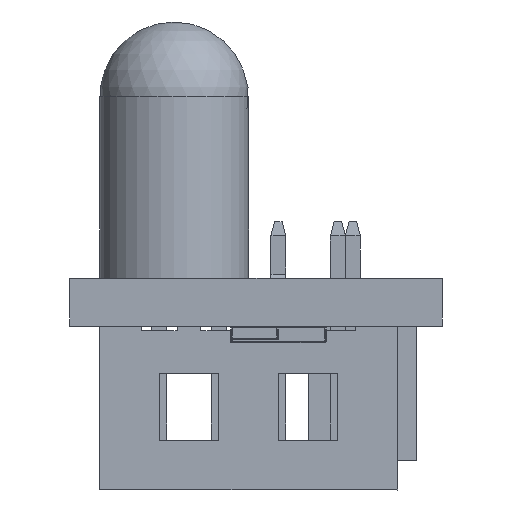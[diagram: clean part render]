
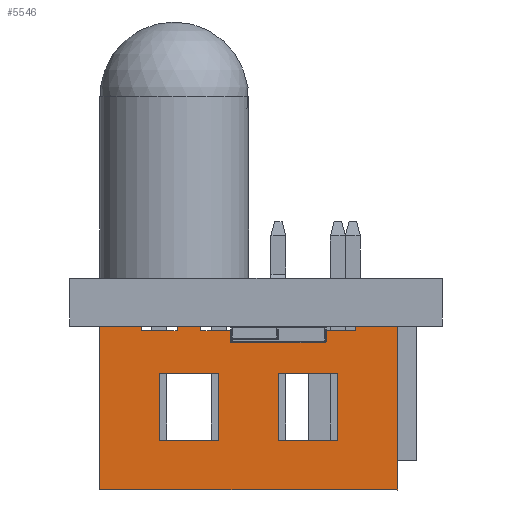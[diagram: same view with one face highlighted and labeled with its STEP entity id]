
A CAD part, left-side view. The second image highlights one B-rep face of the part: STEP entity #5546.
In plain terms, the highlighted face is planar.
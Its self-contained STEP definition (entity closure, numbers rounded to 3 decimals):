
#5546 = ADVANCED_FACE('',(#5547,#5709,#5743),#5777,.F.);
#5547 = FACE_BOUND('',#5548,.F.);
#5548 = EDGE_LOOP('',(#5549,#5559,#5567,#5575,#5583,#5591,#5599,#5607,
    #5615,#5623,#5631,#5639,#5647,#5655,#5663,#5671,#5679,#5687,#5695,
    #5703));
#5549 = ORIENTED_EDGE('',*,*,#5550,.F.);
#5550 = EDGE_CURVE('',#5551,#5553,#5555,.T.);
#5551 = VERTEX_POINT('',#5552);
#5552 = CARTESIAN_POINT('',(3.6,-2.75,-1.825));
#5553 = VERTEX_POINT('',#5554);
#5554 = CARTESIAN_POINT('',(3.6,-2.6,-1.825));
#5555 = LINE('',#5556,#5557);
#5556 = CARTESIAN_POINT('',(3.6,-2.75,-1.825));
#5557 = VECTOR('',#5558,1.);
#5558 = DIRECTION('',(0.,1.,0.));
#5559 = ORIENTED_EDGE('',*,*,#5560,.T.);
#5560 = EDGE_CURVE('',#5551,#5561,#5563,.T.);
#5561 = VERTEX_POINT('',#5562);
#5562 = CARTESIAN_POINT('',(5.,-2.75,-1.825));
#5563 = LINE('',#5564,#5565);
#5564 = CARTESIAN_POINT('',(3.6,-2.75,-1.825));
#5565 = VECTOR('',#5566,1.);
#5566 = DIRECTION('',(1.,0.,0.));
#5567 = ORIENTED_EDGE('',*,*,#5568,.T.);
#5568 = EDGE_CURVE('',#5561,#5569,#5571,.T.);
#5569 = VERTEX_POINT('',#5570);
#5570 = CARTESIAN_POINT('',(5.,2.75,-1.825));
#5571 = LINE('',#5572,#5573);
#5572 = CARTESIAN_POINT('',(5.,-2.75,-1.825));
#5573 = VECTOR('',#5574,1.);
#5574 = DIRECTION('',(0.,1.,0.));
#5575 = ORIENTED_EDGE('',*,*,#5576,.T.);
#5576 = EDGE_CURVE('',#5569,#5577,#5579,.T.);
#5577 = VERTEX_POINT('',#5578);
#5578 = CARTESIAN_POINT('',(-5.,2.75,-1.825));
#5579 = LINE('',#5580,#5581);
#5580 = CARTESIAN_POINT('',(5.,2.75,-1.825));
#5581 = VECTOR('',#5582,1.);
#5582 = DIRECTION('',(-1.,0.,0.));
#5583 = ORIENTED_EDGE('',*,*,#5584,.T.);
#5584 = EDGE_CURVE('',#5577,#5585,#5587,.T.);
#5585 = VERTEX_POINT('',#5586);
#5586 = CARTESIAN_POINT('',(-5.,-2.75,-1.825));
#5587 = LINE('',#5588,#5589);
#5588 = CARTESIAN_POINT('',(-5.,2.75,-1.825));
#5589 = VECTOR('',#5590,1.);
#5590 = DIRECTION('',(0.,-1.,0.));
#5591 = ORIENTED_EDGE('',*,*,#5592,.T.);
#5592 = EDGE_CURVE('',#5585,#5593,#5595,.T.);
#5593 = VERTEX_POINT('',#5594);
#5594 = CARTESIAN_POINT('',(-3.6,-2.75,-1.825));
#5595 = LINE('',#5596,#5597);
#5596 = CARTESIAN_POINT('',(-5.,-2.75,-1.825));
#5597 = VECTOR('',#5598,1.);
#5598 = DIRECTION('',(1.,0.,0.));
#5599 = ORIENTED_EDGE('',*,*,#5600,.T.);
#5600 = EDGE_CURVE('',#5593,#5601,#5603,.T.);
#5601 = VERTEX_POINT('',#5602);
#5602 = CARTESIAN_POINT('',(-3.6,-2.6,-1.825));
#5603 = LINE('',#5604,#5605);
#5604 = CARTESIAN_POINT('',(-3.6,-2.75,-1.825));
#5605 = VECTOR('',#5606,1.);
#5606 = DIRECTION('',(0.,1.,0.));
#5607 = ORIENTED_EDGE('',*,*,#5608,.T.);
#5608 = EDGE_CURVE('',#5601,#5609,#5611,.T.);
#5609 = VERTEX_POINT('',#5610);
#5610 = CARTESIAN_POINT('',(-2.4,-2.6,-1.825));
#5611 = LINE('',#5612,#5613);
#5612 = CARTESIAN_POINT('',(-3.6,-2.6,-1.825));
#5613 = VECTOR('',#5614,1.);
#5614 = DIRECTION('',(1.,0.,0.));
#5615 = ORIENTED_EDGE('',*,*,#5616,.F.);
#5616 = EDGE_CURVE('',#5617,#5609,#5619,.T.);
#5617 = VERTEX_POINT('',#5618);
#5618 = CARTESIAN_POINT('',(-2.4,-2.75,-1.825));
#5619 = LINE('',#5620,#5621);
#5620 = CARTESIAN_POINT('',(-2.4,-2.75,-1.825));
#5621 = VECTOR('',#5622,1.);
#5622 = DIRECTION('',(0.,1.,0.));
#5623 = ORIENTED_EDGE('',*,*,#5624,.T.);
#5624 = EDGE_CURVE('',#5617,#5625,#5627,.T.);
#5625 = VERTEX_POINT('',#5626);
#5626 = CARTESIAN_POINT('',(-1.6,-2.75,-1.825));
#5627 = LINE('',#5628,#5629);
#5628 = CARTESIAN_POINT('',(-2.4,-2.75,-1.825));
#5629 = VECTOR('',#5630,1.);
#5630 = DIRECTION('',(1.,0.,0.));
#5631 = ORIENTED_EDGE('',*,*,#5632,.T.);
#5632 = EDGE_CURVE('',#5625,#5633,#5635,.T.);
#5633 = VERTEX_POINT('',#5634);
#5634 = CARTESIAN_POINT('',(-1.6,-2.6,-1.825));
#5635 = LINE('',#5636,#5637);
#5636 = CARTESIAN_POINT('',(-1.6,-2.75,-1.825));
#5637 = VECTOR('',#5638,1.);
#5638 = DIRECTION('',(0.,1.,0.));
#5639 = ORIENTED_EDGE('',*,*,#5640,.T.);
#5640 = EDGE_CURVE('',#5633,#5641,#5643,.T.);
#5641 = VERTEX_POINT('',#5642);
#5642 = CARTESIAN_POINT('',(-0.4,-2.6,-1.825));
#5643 = LINE('',#5644,#5645);
#5644 = CARTESIAN_POINT('',(-1.6,-2.6,-1.825));
#5645 = VECTOR('',#5646,1.);
#5646 = DIRECTION('',(1.,0.,0.));
#5647 = ORIENTED_EDGE('',*,*,#5648,.F.);
#5648 = EDGE_CURVE('',#5649,#5641,#5651,.T.);
#5649 = VERTEX_POINT('',#5650);
#5650 = CARTESIAN_POINT('',(-0.4,-2.75,-1.825));
#5651 = LINE('',#5652,#5653);
#5652 = CARTESIAN_POINT('',(-0.4,-2.75,-1.825));
#5653 = VECTOR('',#5654,1.);
#5654 = DIRECTION('',(0.,1.,0.));
#5655 = ORIENTED_EDGE('',*,*,#5656,.T.);
#5656 = EDGE_CURVE('',#5649,#5657,#5659,.T.);
#5657 = VERTEX_POINT('',#5658);
#5658 = CARTESIAN_POINT('',(0.4,-2.75,-1.825));
#5659 = LINE('',#5660,#5661);
#5660 = CARTESIAN_POINT('',(-0.4,-2.75,-1.825));
#5661 = VECTOR('',#5662,1.);
#5662 = DIRECTION('',(1.,0.,0.));
#5663 = ORIENTED_EDGE('',*,*,#5664,.T.);
#5664 = EDGE_CURVE('',#5657,#5665,#5667,.T.);
#5665 = VERTEX_POINT('',#5666);
#5666 = CARTESIAN_POINT('',(0.4,-2.6,-1.825));
#5667 = LINE('',#5668,#5669);
#5668 = CARTESIAN_POINT('',(0.4,-2.75,-1.825));
#5669 = VECTOR('',#5670,1.);
#5670 = DIRECTION('',(0.,1.,0.));
#5671 = ORIENTED_EDGE('',*,*,#5672,.T.);
#5672 = EDGE_CURVE('',#5665,#5673,#5675,.T.);
#5673 = VERTEX_POINT('',#5674);
#5674 = CARTESIAN_POINT('',(1.6,-2.6,-1.825));
#5675 = LINE('',#5676,#5677);
#5676 = CARTESIAN_POINT('',(0.4,-2.6,-1.825));
#5677 = VECTOR('',#5678,1.);
#5678 = DIRECTION('',(1.,0.,0.));
#5679 = ORIENTED_EDGE('',*,*,#5680,.F.);
#5680 = EDGE_CURVE('',#5681,#5673,#5683,.T.);
#5681 = VERTEX_POINT('',#5682);
#5682 = CARTESIAN_POINT('',(1.6,-2.75,-1.825));
#5683 = LINE('',#5684,#5685);
#5684 = CARTESIAN_POINT('',(1.6,-2.75,-1.825));
#5685 = VECTOR('',#5686,1.);
#5686 = DIRECTION('',(0.,1.,0.));
#5687 = ORIENTED_EDGE('',*,*,#5688,.T.);
#5688 = EDGE_CURVE('',#5681,#5689,#5691,.T.);
#5689 = VERTEX_POINT('',#5690);
#5690 = CARTESIAN_POINT('',(2.4,-2.75,-1.825));
#5691 = LINE('',#5692,#5693);
#5692 = CARTESIAN_POINT('',(1.6,-2.75,-1.825));
#5693 = VECTOR('',#5694,1.);
#5694 = DIRECTION('',(1.,0.,0.));
#5695 = ORIENTED_EDGE('',*,*,#5696,.T.);
#5696 = EDGE_CURVE('',#5689,#5697,#5699,.T.);
#5697 = VERTEX_POINT('',#5698);
#5698 = CARTESIAN_POINT('',(2.4,-2.6,-1.825));
#5699 = LINE('',#5700,#5701);
#5700 = CARTESIAN_POINT('',(2.4,-2.75,-1.825));
#5701 = VECTOR('',#5702,1.);
#5702 = DIRECTION('',(0.,1.,0.));
#5703 = ORIENTED_EDGE('',*,*,#5704,.T.);
#5704 = EDGE_CURVE('',#5697,#5553,#5705,.T.);
#5705 = LINE('',#5706,#5707);
#5706 = CARTESIAN_POINT('',(2.4,-2.6,-1.825));
#5707 = VECTOR('',#5708,1.);
#5708 = DIRECTION('',(1.,0.,0.));
#5709 = FACE_BOUND('',#5710,.F.);
#5710 = EDGE_LOOP('',(#5711,#5721,#5729,#5737));
#5711 = ORIENTED_EDGE('',*,*,#5712,.F.);
#5712 = EDGE_CURVE('',#5713,#5715,#5717,.T.);
#5713 = VERTEX_POINT('',#5714);
#5714 = CARTESIAN_POINT('',(1.,-1.15,-1.825));
#5715 = VERTEX_POINT('',#5716);
#5716 = CARTESIAN_POINT('',(3.,-1.15,-1.825));
#5717 = LINE('',#5718,#5719);
#5718 = CARTESIAN_POINT('',(1.,-1.15,-1.825));
#5719 = VECTOR('',#5720,1.);
#5720 = DIRECTION('',(1.,0.,0.));
#5721 = ORIENTED_EDGE('',*,*,#5722,.F.);
#5722 = EDGE_CURVE('',#5723,#5713,#5725,.T.);
#5723 = VERTEX_POINT('',#5724);
#5724 = CARTESIAN_POINT('',(1.,1.1,-1.825));
#5725 = LINE('',#5726,#5727);
#5726 = CARTESIAN_POINT('',(1.,1.1,-1.825));
#5727 = VECTOR('',#5728,1.);
#5728 = DIRECTION('',(0.,-1.,0.));
#5729 = ORIENTED_EDGE('',*,*,#5730,.F.);
#5730 = EDGE_CURVE('',#5731,#5723,#5733,.T.);
#5731 = VERTEX_POINT('',#5732);
#5732 = CARTESIAN_POINT('',(3.,1.1,-1.825));
#5733 = LINE('',#5734,#5735);
#5734 = CARTESIAN_POINT('',(3.,1.1,-1.825));
#5735 = VECTOR('',#5736,1.);
#5736 = DIRECTION('',(-1.,0.,0.));
#5737 = ORIENTED_EDGE('',*,*,#5738,.F.);
#5738 = EDGE_CURVE('',#5715,#5731,#5739,.T.);
#5739 = LINE('',#5740,#5741);
#5740 = CARTESIAN_POINT('',(3.,-1.15,-1.825));
#5741 = VECTOR('',#5742,1.);
#5742 = DIRECTION('',(0.,1.,0.));
#5743 = FACE_BOUND('',#5744,.F.);
#5744 = EDGE_LOOP('',(#5745,#5755,#5763,#5771));
#5745 = ORIENTED_EDGE('',*,*,#5746,.F.);
#5746 = EDGE_CURVE('',#5747,#5749,#5751,.T.);
#5747 = VERTEX_POINT('',#5748);
#5748 = CARTESIAN_POINT('',(-3.,-1.15,-1.825));
#5749 = VERTEX_POINT('',#5750);
#5750 = CARTESIAN_POINT('',(-1.,-1.15,-1.825));
#5751 = LINE('',#5752,#5753);
#5752 = CARTESIAN_POINT('',(-3.,-1.15,-1.825));
#5753 = VECTOR('',#5754,1.);
#5754 = DIRECTION('',(1.,0.,0.));
#5755 = ORIENTED_EDGE('',*,*,#5756,.F.);
#5756 = EDGE_CURVE('',#5757,#5747,#5759,.T.);
#5757 = VERTEX_POINT('',#5758);
#5758 = CARTESIAN_POINT('',(-3.,1.1,-1.825));
#5759 = LINE('',#5760,#5761);
#5760 = CARTESIAN_POINT('',(-3.,1.1,-1.825));
#5761 = VECTOR('',#5762,1.);
#5762 = DIRECTION('',(0.,-1.,0.));
#5763 = ORIENTED_EDGE('',*,*,#5764,.F.);
#5764 = EDGE_CURVE('',#5765,#5757,#5767,.T.);
#5765 = VERTEX_POINT('',#5766);
#5766 = CARTESIAN_POINT('',(-1.,1.1,-1.825));
#5767 = LINE('',#5768,#5769);
#5768 = CARTESIAN_POINT('',(-1.,1.1,-1.825));
#5769 = VECTOR('',#5770,1.);
#5770 = DIRECTION('',(-1.,0.,0.));
#5771 = ORIENTED_EDGE('',*,*,#5772,.F.);
#5772 = EDGE_CURVE('',#5749,#5765,#5773,.T.);
#5773 = LINE('',#5774,#5775);
#5774 = CARTESIAN_POINT('',(-1.,-1.15,-1.825));
#5775 = VECTOR('',#5776,1.);
#5776 = DIRECTION('',(0.,1.,0.));
#5777 = PLANE('',#5778);
#5778 = AXIS2_PLACEMENT_3D('',#5779,#5780,#5781);
#5779 = CARTESIAN_POINT('',(0.,0.,-1.825));
#5780 = DIRECTION('',(0.,0.,1.));
#5781 = DIRECTION('',(1.,0.,0.));
